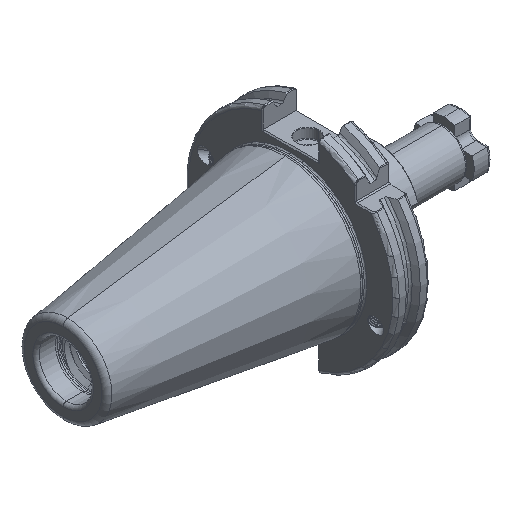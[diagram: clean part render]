
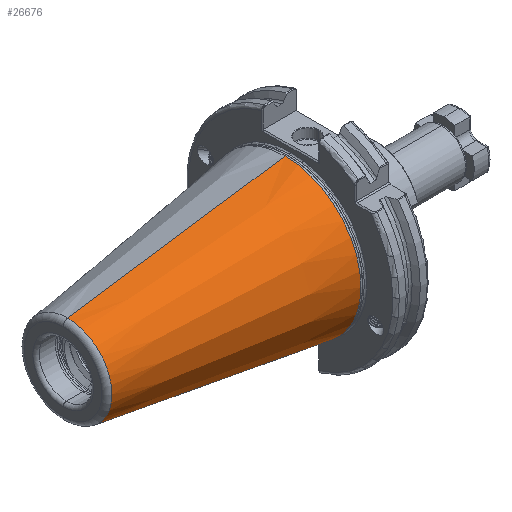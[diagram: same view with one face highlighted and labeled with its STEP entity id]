
A CAD part, isometric view. The second image highlights one B-rep face of the part: STEP entity #26676.
In plain terms, the highlighted conical face has half-angle 8.297 degrees and reference radius 35.392 mm.
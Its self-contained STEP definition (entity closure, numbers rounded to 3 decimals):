
#1390 = EDGE_CURVE ( 'NONE', #9311, #9341, #10487, .T. ) ;
#1405 = EDGE_CURVE ( 'NONE', #5742, #9191, #10464, .T. ) ;
#1503 = EDGE_CURVE ( 'NONE', #5738, #5742, #13288, .T. ) ;
#1568 = EDGE_CURVE ( 'NONE', #9341, #9191, #13321, .T. ) ;
#1866 = EDGE_CURVE ( 'NONE', #5738, #9311, #13669, .T. ) ;
#2094 = CARTESIAN_POINT ( 'NONE',  ( -102.811, 0., 20.399 ) ) ;
#2106 = CARTESIAN_POINT ( 'NONE',  ( -102.811, 0., -20.399 ) ) ;
#2559 = DIRECTION ( 'NONE',  ( 1., 0., 0. ) ) ;
#2561 = CARTESIAN_POINT ( 'NONE',  ( -2.5, 0., 0. ) ) ;
#2589 = DIRECTION ( 'NONE',  ( 0., 1., 0. ) ) ;
#2653 = CARTESIAN_POINT ( 'NONE',  ( 0., 0., -35.392 ) ) ;
#2678 = DIRECTION ( 'NONE',  ( 0.99, 0., -0.144 ) ) ;
#5673 = DIRECTION ( 'NONE',  ( 0.99, 0., 0.144 ) ) ;
#5697 = CARTESIAN_POINT ( 'NONE',  ( 0., 0., 35.392 ) ) ;
#5738 = VERTEX_POINT ( 'NONE', #2094 ) ;
#5742 = VERTEX_POINT ( 'NONE', #2106 ) ;
#7916 = DIRECTION ( 'NONE',  ( 1., 0., 0. ) ) ;
#7938 = CARTESIAN_POINT ( 'NONE',  ( -102.811, 0., 0. ) ) ;
#7940 = DIRECTION ( 'NONE',  ( 0., 0., 1. ) ) ;
#8204 = DIRECTION ( 'NONE',  ( 1., 0., 0. ) ) ;
#8205 = DIRECTION ( 'NONE',  ( 0., 1., 0. ) ) ;
#8219 = CARTESIAN_POINT ( 'NONE',  ( -2.5, 0., 0. ) ) ;
#8953 = ORIENTED_EDGE ( 'NONE', *, *, #1866, .F. ) ;
#8995 = ORIENTED_EDGE ( 'NONE', *, *, #1390, .F. ) ;
#8997 = ORIENTED_EDGE ( 'NONE', *, *, #1568, .F. ) ;
#9043 = ORIENTED_EDGE ( 'NONE', *, *, #1503, .T. ) ;
#9109 = ORIENTED_EDGE ( 'NONE', *, *, #1405, .T. ) ;
#9191 = VERTEX_POINT ( 'NONE', #13995 ) ;
#9311 = VERTEX_POINT ( 'NONE', #13037 ) ;
#9341 = VERTEX_POINT ( 'NONE', #13093 ) ;
#9453 = AXIS2_PLACEMENT_3D ( 'NONE', #2561, #2559, #2589 ) ;
#9479 = AXIS2_PLACEMENT_3D ( 'NONE', #7938, #7916, #7940 ) ;
#9486 = AXIS2_PLACEMENT_3D ( 'NONE', #8219, #8204, #8205 ) ;
#10464 = LINE ( 'NONE', #2653, #10494 ) ;
#10487 = CIRCLE ( 'NONE', #9453, 35.027 ) ;
#10494 = VECTOR ( 'NONE', #2678, 1000. ) ;
#10980 = AXIS2_PLACEMENT_3D ( 'NONE', #22588, #22601, #22589 ) ;
#11615 = FACE_OUTER_BOUND ( 'NONE', #15001, .T. ) ;
#11642 = CONICAL_SURFACE ( 'NONE', #10980, 35.392, 0.145 ) ;
#13037 = CARTESIAN_POINT ( 'NONE',  ( -2.5, 0., 35.027 ) ) ;
#13093 = CARTESIAN_POINT ( 'NONE',  ( -2.5, -35.027, 0. ) ) ;
#13288 = CIRCLE ( 'NONE', #9479, 20.399 ) ;
#13321 = CIRCLE ( 'NONE', #9486, 35.027 ) ;
#13669 = LINE ( 'NONE', #5697, #13733 ) ;
#13733 = VECTOR ( 'NONE', #5673, 1000. ) ;
#13995 = CARTESIAN_POINT ( 'NONE',  ( -2.5, 0., -35.027 ) ) ;
#15001 = EDGE_LOOP ( 'NONE', ( #8953, #9043, #9109, #8997, #8995 ) ) ;
#22588 = CARTESIAN_POINT ( 'NONE',  ( 0., 0., 0. ) ) ;
#22589 = DIRECTION ( 'NONE',  ( 0., 0., -1. ) ) ;
#22601 = DIRECTION ( 'NONE',  ( 1., 0., 0. ) ) ;
#26676 = ADVANCED_FACE ( 'NONE', ( #11615 ), #11642, .T. ) ;
